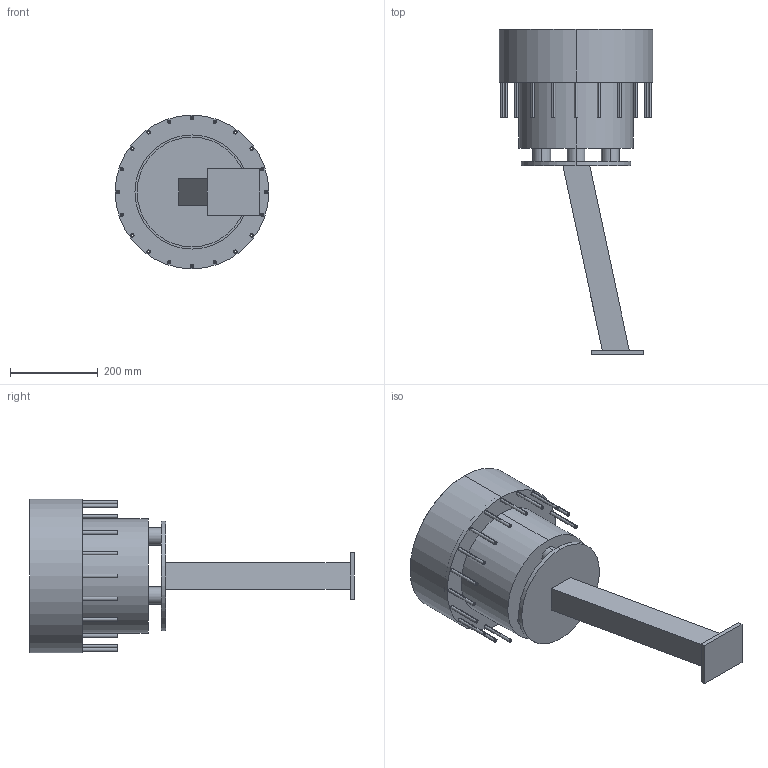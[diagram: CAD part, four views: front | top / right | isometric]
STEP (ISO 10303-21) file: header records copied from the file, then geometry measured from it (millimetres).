
FILE_DESCRIPTION (( 'STEP AP214' ), '1' );
FILE_NAME ('20397060 Rütteltopf.STEP', '2022-11-16T08:15:15', ( '' ), ( '' ), 'SwSTEP 2.0', 'SolidWorks 2021', '' );
FILE_SCHEMA (( 'AUTOMOTIVE_DESIGN' ));
Length unit declared in the file: millimetre
Products named in the file (1): 20397060 Rütteltopf
Bounding box: 350 x 740 x 350 mm (x, y, z)
Volume: 11498857.7 mm3; surface area: 865200.3 mm2
Topology: 1 solids, 1 shells, 130 faces, 306 edges, 204 vertices
Faces by surface type: cylinder 94, plane 36
Entity records: 4125 total; most frequent: DIRECTION 756, CARTESIAN_POINT 641, ORIENTED_EDGE 612, AXIS2_PLACEMENT_3D 319, EDGE_CURVE 306, VERTEX_POINT 204, EDGE_LOOP 200, CIRCLE 188
